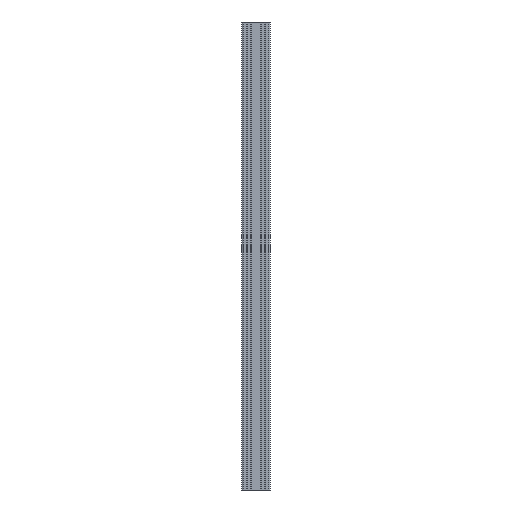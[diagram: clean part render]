
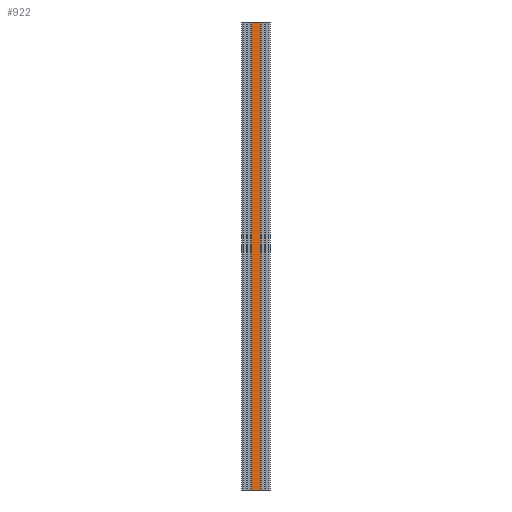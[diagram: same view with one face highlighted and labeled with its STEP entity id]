
A CAD part, front view. The second image highlights one B-rep face of the part: STEP entity #922.
In plain terms, the highlighted planar face has unit normal (0, -1, 0).
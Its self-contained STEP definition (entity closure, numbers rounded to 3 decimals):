
#922=ADVANCED_FACE('',(#2580),#2582,.T.);
#2580=FACE_BOUND('',#2581,.T.);
#2581=EDGE_LOOP('',(#4094,#4095,#4096,#4097));
#2582=PLANE('',#2583);
#2583=AXIS2_PLACEMENT_3D('',#2584,#2585,#2586);
#2584=CARTESIAN_POINT('',(-9.9,-15.,0.));
#2585=DIRECTION('',(0.,-1.,0.));
#2586=DIRECTION('',(1.,0.,0.));
#4094=ORIENTED_EDGE('',*,*,#5072,.F.);
#4095=ORIENTED_EDGE('',*,*,#4627,.T.);
#4096=ORIENTED_EDGE('',*,*,#5073,.T.);
#4097=ORIENTED_EDGE('',*,*,#4755,.F.);
#4627=EDGE_CURVE('',#5335,#5333,#5336,.T.);
#4755=EDGE_CURVE('',#5589,#5591,#5592,.T.);
#5072=EDGE_CURVE('',#5335,#5589,#6070,.T.);
#5073=EDGE_CURVE('',#5333,#5591,#6071,.T.);
#5333=VERTEX_POINT('',#6590);
#5335=VERTEX_POINT('',#6595);
#5336=LINE('',#6596,#6597);
#5589=VERTEX_POINT('',#7157);
#5591=VERTEX_POINT('',#7162);
#5592=LINE('',#7163,#7164);
#6070=LINE('',#8344,#8345);
#6071=LINE('',#8347,#8348);
#6590=CARTESIAN_POINT('',(9.7,-15.,0.));
#6595=CARTESIAN_POINT('',(-9.7,-15.,0.));
#6596=CARTESIAN_POINT('',(-9.7,-15.,0.));
#6597=VECTOR('',#6598,1.);
#6598=DIRECTION('',(1.,0.,0.));
#7157=CARTESIAN_POINT('',(-9.7,-15.,1000.));
#7162=CARTESIAN_POINT('',(9.7,-15.,1000.));
#7163=CARTESIAN_POINT('',(-9.7,-15.,1000.));
#7164=VECTOR('',#7165,1.);
#7165=DIRECTION('',(1.,0.,0.));
#8344=CARTESIAN_POINT('',(-9.7,-15.,0.));
#8345=VECTOR('',#8346,1.);
#8346=DIRECTION('',(0.,0.,1.));
#8347=CARTESIAN_POINT('',(9.7,-15.,0.));
#8348=VECTOR('',#8349,1.);
#8349=DIRECTION('',(0.,0.,1.));
